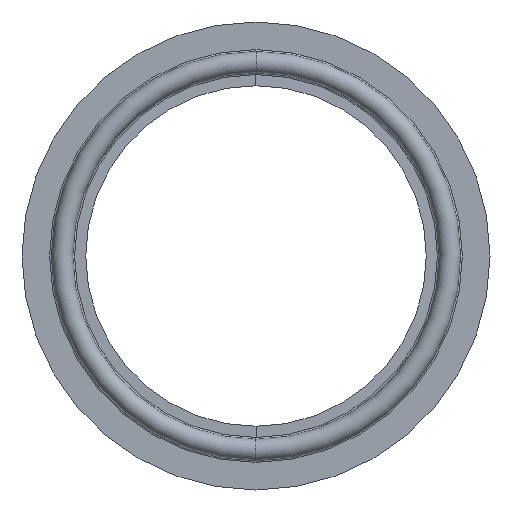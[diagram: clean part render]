
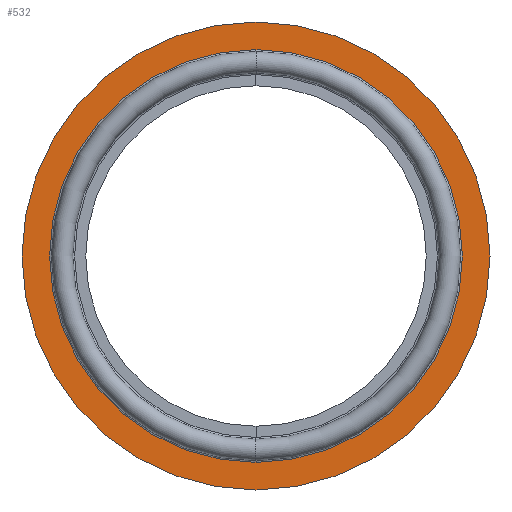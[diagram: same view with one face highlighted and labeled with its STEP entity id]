
A CAD part, left-side view. The second image highlights one B-rep face of the part: STEP entity #532.
In plain terms, the highlighted planar face has unit normal (-1, 0, 0).
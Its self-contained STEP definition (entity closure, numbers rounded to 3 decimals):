
#7 = FACE_OUTER_BOUND ( 'NONE', #178, .T. ) ;
#16 = DIRECTION ( 'NONE',  ( 0., 0., -1. ) ) ;
#45 = VERTEX_POINT ( 'NONE', #755 ) ;
#78 = VERTEX_POINT ( 'NONE', #759 ) ;
#100 = VERTEX_POINT ( 'NONE', #750 ) ;
#118 = DIRECTION ( 'NONE',  ( 1., 0., 0. ) ) ;
#156 = EDGE_LOOP ( 'NONE', ( #350, #608 ) ) ;
#158 = DIRECTION ( 'NONE',  ( -1., 0., 0. ) ) ;
#178 = EDGE_LOOP ( 'NONE', ( #402, #292 ) ) ;
#181 = CARTESIAN_POINT ( 'NONE',  ( -0.9, 0., 23.15 ) ) ;
#215 = DIRECTION ( 'NONE',  ( 1., 0., 0. ) ) ;
#254 = AXIS2_PLACEMENT_3D ( 'NONE', #290, #158, #479 ) ;
#255 = EDGE_CURVE ( 'NONE', #531, #100, #371, .T. ) ;
#290 = CARTESIAN_POINT ( 'NONE',  ( -0.9, 0., 0. ) ) ;
#292 = ORIENTED_EDGE ( 'NONE', *, *, #756, .T. ) ;
#314 = DIRECTION ( 'NONE',  ( 0., 0., -1. ) ) ;
#350 = ORIENTED_EDGE ( 'NONE', *, *, #590, .T. ) ;
#371 = CIRCLE ( 'NONE', #476, 23.15 ) ;
#382 = AXIS2_PLACEMENT_3D ( 'NONE', #652, #775, #16 ) ;
#402 = ORIENTED_EDGE ( 'NONE', *, *, #786, .T. ) ;
#447 = CIRCLE ( 'NONE', #382, 23.15 ) ;
#457 = DIRECTION ( 'NONE',  ( 0., 0., -1. ) ) ;
#476 = AXIS2_PLACEMENT_3D ( 'NONE', #642, #215, #457 ) ;
#479 = DIRECTION ( 'NONE',  ( 0., 0., 1. ) ) ;
#501 = CARTESIAN_POINT ( 'NONE',  ( -0.9, 22.95, 0. ) ) ;
#531 = VERTEX_POINT ( 'NONE', #181 ) ;
#532 = ADVANCED_FACE ( 'NONE', ( #753, #7 ), #621, .F. ) ;
#590 = EDGE_CURVE ( 'NONE', #100, #531, #447, .T. ) ;
#597 = DIRECTION ( 'NONE',  ( -1., 0., 0. ) ) ;
#601 = CIRCLE ( 'NONE', #254, 26.25 ) ;
#606 = DIRECTION ( 'NONE',  ( 0., 0., 1. ) ) ;
#608 = ORIENTED_EDGE ( 'NONE', *, *, #255, .T. ) ;
#621 = PLANE ( 'NONE',  #658 ) ;
#626 = AXIS2_PLACEMENT_3D ( 'NONE', #731, #597, #606 ) ;
#642 = CARTESIAN_POINT ( 'NONE',  ( -0.9, 0., 0. ) ) ;
#652 = CARTESIAN_POINT ( 'NONE',  ( -0.9, 0., 0. ) ) ;
#658 = AXIS2_PLACEMENT_3D ( 'NONE', #501, #118, #314 ) ;
#731 = CARTESIAN_POINT ( 'NONE',  ( -0.9, 0., 0. ) ) ;
#750 = CARTESIAN_POINT ( 'NONE',  ( -0.9, 0., -23.15 ) ) ;
#753 = FACE_BOUND ( 'NONE', #156, .T. ) ;
#755 = CARTESIAN_POINT ( 'NONE',  ( -0.9, 0., -26.25 ) ) ;
#756 = EDGE_CURVE ( 'NONE', #45, #78, #601, .T. ) ;
#759 = CARTESIAN_POINT ( 'NONE',  ( -0.9, 0., 26.25 ) ) ;
#775 = DIRECTION ( 'NONE',  ( 1., 0., 0. ) ) ;
#785 = CIRCLE ( 'NONE', #626, 26.25 ) ;
#786 = EDGE_CURVE ( 'NONE', #78, #45, #785, .T. ) ;
